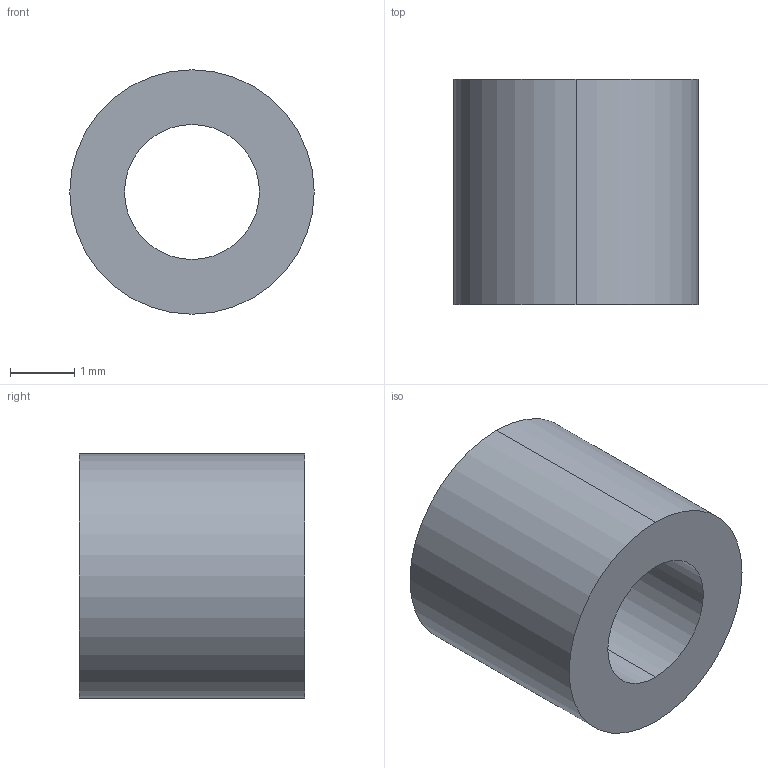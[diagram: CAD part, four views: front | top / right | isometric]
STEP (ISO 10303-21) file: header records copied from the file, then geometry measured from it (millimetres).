
FILE_DESCRIPTION (( 'STEP AP214' ), '1' );
FILE_NAME ('ÊÐÏÃ.713141.252 - Áîáûøêà.STEP', '2024-11-18T13:31:56', ( '' ), ( '' ), 'SwSTEP 2.0', 'SolidWorks 2023', '' );
FILE_SCHEMA (( 'AUTOMOTIVE_DESIGN' ));
Length unit declared in the file: millimetre
Products named in the file (1): КРПГ.713141.252 - Бобышка
Bounding box: 3.8 x 3.5 x 3.8 mm (x, y, z)
Volume: 24.5 mm3; surface area: 78.3 mm2
Topology: 1 solids, 1 shells, 7 faces, 14 edges, 8 vertices
Faces by surface type: cylinder 4, cone 2, plane 1
Entity records: 211 total; most frequent: DIRECTION 38, CARTESIAN_POINT 30, ORIENTED_EDGE 28, AXIS2_PLACEMENT_3D 16, EDGE_CURVE 14, CIRCLE 8, EDGE_LOOP 8, VERTEX_POINT 8
